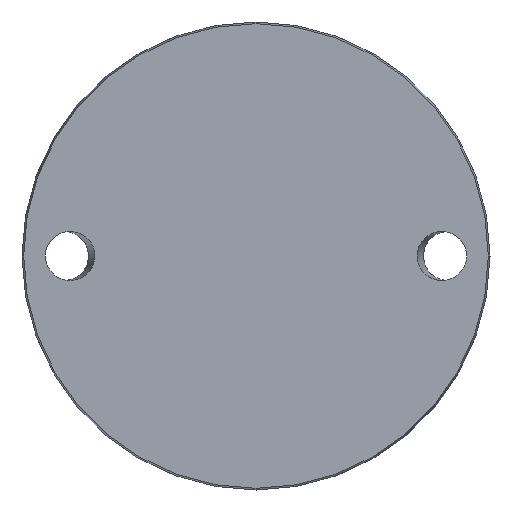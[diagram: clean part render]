
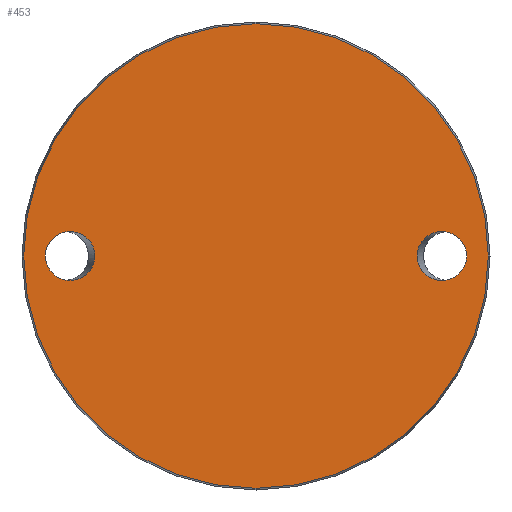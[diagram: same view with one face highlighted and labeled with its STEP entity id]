
A CAD part, front view. The second image highlights one B-rep face of the part: STEP entity #453.
In plain terms, the highlighted planar face has unit normal (0, -1, 0).
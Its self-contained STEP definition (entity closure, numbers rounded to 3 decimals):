
#20 = FACE_BOUND ( 'NONE', #853, .T. ) ;
#45 = CARTESIAN_POINT ( 'NONE',  ( 71.115, 0., 16.5 ) ) ;
#50 = EDGE_CURVE ( 'NONE', #782, #782, #514, .T. ) ;
#113 = ORIENTED_EDGE ( 'NONE', *, *, #454, .F. ) ;
#125 = DIRECTION ( 'NONE',  ( 0., -1., 0. ) ) ;
#158 = CIRCLE ( 'NONE', #554, 78.425 ) ;
#178 = CARTESIAN_POINT ( 'NONE',  ( 0., 0., -78.425 ) ) ;
#191 = AXIS2_PLACEMENT_3D ( 'NONE', #457, #216, #306 ) ;
#216 = DIRECTION ( 'NONE',  ( 0., 1., 0. ) ) ;
#300 = CARTESIAN_POINT ( 'NONE',  ( 54.385, 0., 0. ) ) ;
#306 = DIRECTION ( 'NONE',  ( 0., 0., 1. ) ) ;
#308 =( BOUNDED_CURVE ( )  B_SPLINE_CURVE ( 3, ( #947, #618, #1004, #943, #45, #534, #300 ),
 .UNSPECIFIED., .T., .F. ) 
 B_SPLINE_CURVE_WITH_KNOTS ( ( 4, 3, 4 ),
 ( 0., 3.142, 6.283 ),
 .UNSPECIFIED. ) 
 CURVE ( )  GEOMETRIC_REPRESENTATION_ITEM ( )  RATIONAL_B_SPLINE_CURVE ( ( 1., 0.333, 0.333, 1., 0.333, 0.333, 1. ) ) 
 REPRESENTATION_ITEM ( '' )  );
#317 = VERTEX_POINT ( 'NONE', #635 ) ;
#338 = CARTESIAN_POINT ( 'NONE',  ( -71.115, 0., 0. ) ) ;
#343 = FACE_OUTER_BOUND ( 'NONE', #410, .T. ) ;
#410 = EDGE_LOOP ( 'NONE', ( #1010 ) ) ;
#415 = CARTESIAN_POINT ( 'NONE',  ( -54.385, 0., 0. ) ) ;
#453 = ADVANCED_FACE ( 'NONE', ( #740, #20, #343 ), #932, .F. ) ;
#454 = EDGE_CURVE ( 'NONE', #317, #317, #308, .T. ) ;
#457 = CARTESIAN_POINT ( 'NONE',  ( -78.425, 0., 0. ) ) ;
#493 = CARTESIAN_POINT ( 'NONE',  ( -54.385, 0., -16.5 ) ) ;
#514 =( BOUNDED_CURVE ( )  B_SPLINE_CURVE ( 3, ( #338, #815, #664, #415, #493, #733, #749 ),
 .UNSPECIFIED., .T., .F. ) 
 B_SPLINE_CURVE_WITH_KNOTS ( ( 4, 3, 4 ),
 ( 0., 3.142, 6.283 ),
 .UNSPECIFIED. ) 
 CURVE ( )  GEOMETRIC_REPRESENTATION_ITEM ( )  RATIONAL_B_SPLINE_CURVE ( ( 1., 0.333, 0.333, 1., 0.333, 0.333, 1. ) ) 
 REPRESENTATION_ITEM ( '' )  );
#534 = CARTESIAN_POINT ( 'NONE',  ( 54.385, 0., 16.5 ) ) ;
#554 = AXIS2_PLACEMENT_3D ( 'NONE', #839, #125, #690 ) ;
#618 = CARTESIAN_POINT ( 'NONE',  ( 54.385, 0., -16.5 ) ) ;
#635 = CARTESIAN_POINT ( 'NONE',  ( 54.385, 0., 0. ) ) ;
#664 = CARTESIAN_POINT ( 'NONE',  ( -54.385, 0., 16.5 ) ) ;
#690 = DIRECTION ( 'NONE',  ( 0., 0., -1. ) ) ;
#733 = CARTESIAN_POINT ( 'NONE',  ( -71.115, 0., -16.5 ) ) ;
#740 = FACE_BOUND ( 'NONE', #778, .T. ) ;
#749 = CARTESIAN_POINT ( 'NONE',  ( -71.115, 0., 0. ) ) ;
#778 = EDGE_LOOP ( 'NONE', ( #1021 ) ) ;
#782 = VERTEX_POINT ( 'NONE', #950 ) ;
#815 = CARTESIAN_POINT ( 'NONE',  ( -71.115, 0., 16.5 ) ) ;
#839 = CARTESIAN_POINT ( 'NONE',  ( 0., 0., 0. ) ) ;
#853 = EDGE_LOOP ( 'NONE', ( #113 ) ) ;
#891 = VERTEX_POINT ( 'NONE', #178 ) ;
#905 = EDGE_CURVE ( 'NONE', #891, #891, #158, .T. ) ;
#932 = PLANE ( 'NONE',  #191 ) ;
#943 = CARTESIAN_POINT ( 'NONE',  ( 71.115, 0., 0. ) ) ;
#947 = CARTESIAN_POINT ( 'NONE',  ( 54.385, 0., 0. ) ) ;
#950 = CARTESIAN_POINT ( 'NONE',  ( -71.115, 0., 0. ) ) ;
#1004 = CARTESIAN_POINT ( 'NONE',  ( 71.115, 0., -16.5 ) ) ;
#1010 = ORIENTED_EDGE ( 'NONE', *, *, #905, .T. ) ;
#1021 = ORIENTED_EDGE ( 'NONE', *, *, #50, .T. ) ;
